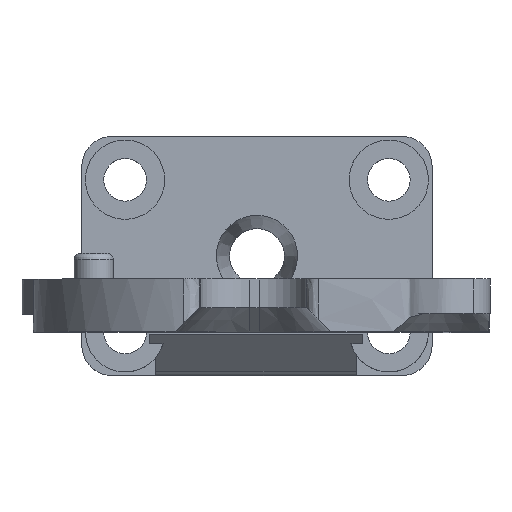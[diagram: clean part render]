
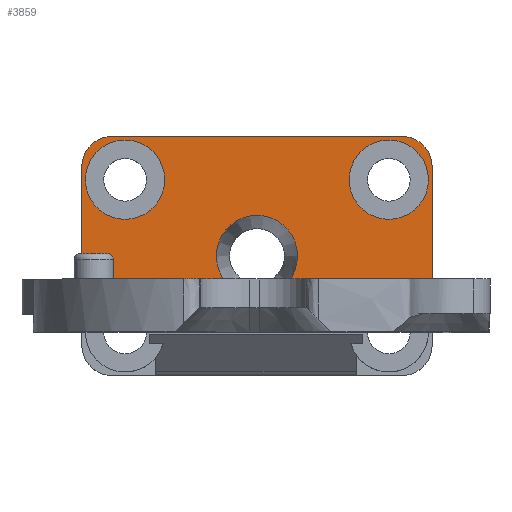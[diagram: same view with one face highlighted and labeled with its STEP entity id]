
A CAD part, top view. The second image highlights one B-rep face of the part: STEP entity #3859.
In plain terms, the highlighted planar face has unit normal (0, 0, 1).
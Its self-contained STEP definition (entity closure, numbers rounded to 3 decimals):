
#208=FACE_BOUND('',#605,.T.);
#209=FACE_BOUND('',#606,.T.);
#210=FACE_BOUND('',#607,.T.);
#237=ELLIPSE('',#4093,3.,3.);
#238=ELLIPSE('',#4094,3.,3.);
#239=ELLIPSE('',#4095,3.,3.);
#256=PLANE('',#4090);
#389=FACE_OUTER_BOUND('',#604,.T.);
#604=EDGE_LOOP('',(#2677,#2678,#2679,#2680,#2681,#2682,#2683,#2684,#2685,
#2686,#2687,#2688));
#605=EDGE_LOOP('',(#2689));
#606=EDGE_LOOP('',(#2690));
#607=EDGE_LOOP('',(#2691));
#848=LINE('',#5238,#1237);
#849=LINE('',#5240,#1238);
#850=LINE('',#5244,#1239);
#851=LINE('',#5248,#1240);
#852=LINE('',#5250,#1241);
#853=LINE('',#5258,#1242);
#854=LINE('',#5259,#1243);
#1237=VECTOR('',#4348,10.);
#1238=VECTOR('',#4349,10.);
#1239=VECTOR('',#4352,10.);
#1240=VECTOR('',#4355,10.);
#1241=VECTOR('',#4356,10.);
#1242=VECTOR('',#4363,10.);
#1243=VECTOR('',#4364,10.);
#1626=CIRCLE('',#4089,3.319);
#1627=CIRCLE('',#4091,2.5);
#1628=CIRCLE('',#4092,2.5);
#1629=CIRCLE('',#4096,3.25);
#1630=CIRCLE('',#4097,3.25);
#1693=VERTEX_POINT('',#5232);
#1694=VERTEX_POINT('',#5236);
#1695=VERTEX_POINT('',#5237);
#1696=VERTEX_POINT('',#5239);
#1697=VERTEX_POINT('',#5241);
#1698=VERTEX_POINT('',#5243);
#1699=VERTEX_POINT('',#5245);
#1700=VERTEX_POINT('',#5247);
#1701=VERTEX_POINT('',#5249);
#1702=VERTEX_POINT('',#5251);
#1703=VERTEX_POINT('',#5253);
#1704=VERTEX_POINT('',#5255);
#1705=VERTEX_POINT('',#5257);
#1706=VERTEX_POINT('',#5260);
#1707=VERTEX_POINT('',#5262);
#2085=EDGE_CURVE('',#1693,#1693,#1626,.T.);
#2086=EDGE_CURVE('',#1694,#1695,#848,.T.);
#2087=EDGE_CURVE('',#1696,#1695,#849,.T.);
#2088=EDGE_CURVE('',#1697,#1696,#1627,.T.);
#2089=EDGE_CURVE('',#1698,#1697,#850,.T.);
#2090=EDGE_CURVE('',#1699,#1698,#1628,.T.);
#2091=EDGE_CURVE('',#1700,#1699,#851,.T.);
#2092=EDGE_CURVE('',#1701,#1700,#852,.T.);
#2093=EDGE_CURVE('',#1702,#1701,#237,.T.);
#2094=EDGE_CURVE('',#1703,#1702,#238,.T.);
#2095=EDGE_CURVE('',#1704,#1703,#239,.T.);
#2096=EDGE_CURVE('',#1705,#1704,#853,.T.);
#2097=EDGE_CURVE('',#1705,#1694,#854,.T.);
#2098=EDGE_CURVE('',#1706,#1706,#1629,.T.);
#2099=EDGE_CURVE('',#1707,#1707,#1630,.T.);
#2677=ORIENTED_EDGE('',*,*,#2086,.T.);
#2678=ORIENTED_EDGE('',*,*,#2087,.F.);
#2679=ORIENTED_EDGE('',*,*,#2088,.F.);
#2680=ORIENTED_EDGE('',*,*,#2089,.F.);
#2681=ORIENTED_EDGE('',*,*,#2090,.F.);
#2682=ORIENTED_EDGE('',*,*,#2091,.F.);
#2683=ORIENTED_EDGE('',*,*,#2092,.F.);
#2684=ORIENTED_EDGE('',*,*,#2093,.F.);
#2685=ORIENTED_EDGE('',*,*,#2094,.F.);
#2686=ORIENTED_EDGE('',*,*,#2095,.F.);
#2687=ORIENTED_EDGE('',*,*,#2096,.F.);
#2688=ORIENTED_EDGE('',*,*,#2097,.T.);
#2689=ORIENTED_EDGE('',*,*,#2098,.F.);
#2690=ORIENTED_EDGE('',*,*,#2099,.F.);
#2691=ORIENTED_EDGE('',*,*,#2085,.F.);
#3859=ADVANCED_FACE('',(#389,#208,#209,#210),#256,.T.);
#4089=AXIS2_PLACEMENT_3D('',#5234,#4344,#4345);
#4090=AXIS2_PLACEMENT_3D('',#5235,#4346,#4347);
#4091=AXIS2_PLACEMENT_3D('',#5242,#4350,#4351);
#4092=AXIS2_PLACEMENT_3D('',#5246,#4353,#4354);
#4093=AXIS2_PLACEMENT_3D('',#5252,#4357,#4358);
#4094=AXIS2_PLACEMENT_3D('',#5254,#4359,#4360);
#4095=AXIS2_PLACEMENT_3D('',#5256,#4361,#4362);
#4096=AXIS2_PLACEMENT_3D('',#5261,#4365,#4366);
#4097=AXIS2_PLACEMENT_3D('',#5263,#4367,#4368);
#4344=DIRECTION('center_axis',(0.,0.,
1.));
#4345=DIRECTION('ref_axis',(-1.,0.,0.));
#4346=DIRECTION('center_axis',(0.,0.,
1.));
#4347=DIRECTION('ref_axis',(-1.,0.,0.));
#4348=DIRECTION('',(1.,0.,0.));
#4349=DIRECTION('',(0.,-1.,0.));
#4350=DIRECTION('center_axis',(0.,0.,
-1.));
#4351=DIRECTION('ref_axis',(1.,0.,0.));
#4352=DIRECTION('',(1.,0.,0.));
#4353=DIRECTION('center_axis',(0.,0.,
-1.));
#4354=DIRECTION('ref_axis',(0.,1.,0.));
#4355=DIRECTION('',(0.,1.,0.));
#4356=DIRECTION('',(-1.,0.,0.));
#4357=DIRECTION('center_axis',(0.,0.,
-1.));
#4358=DIRECTION('ref_axis',(-1.,0.,0.));
#4359=DIRECTION('center_axis',(0.,0.,
-1.));
#4360=DIRECTION('ref_axis',(-1.,0.,0.));
#4361=DIRECTION('center_axis',(0.,0.,
-1.));
#4362=DIRECTION('ref_axis',(-1.,0.,0.));
#4363=DIRECTION('',(-1.,0.,0.));
#4364=DIRECTION('',(0.,1.,0.));
#4365=DIRECTION('center_axis',(0.,0.,
1.));
#4366=DIRECTION('ref_axis',(-1.,0.,0.));
#4367=DIRECTION('center_axis',(0.,0.,
1.));
#4368=DIRECTION('ref_axis',(-1.,0.,0.));
#5232=CARTESIAN_POINT('',(3.155,2.348,7.359));
#5234=CARTESIAN_POINT('Origin',(-0.164,2.348,7.359));
#5235=CARTESIAN_POINT('Origin',(-0.165,2.351,7.359));
#5236=CARTESIAN_POINT('',(13.667,0.414,7.359));
#5237=CARTESIAN_POINT('',(14.185,0.414,7.359));
#5238=CARTESIAN_POINT('',(6.901,0.414,7.359));
#5239=CARTESIAN_POINT('',(14.185,9.651,7.359));
#5240=CARTESIAN_POINT('',(14.185,-1.299,7.359));
#5241=CARTESIAN_POINT('',(11.685,12.151,7.359));
#5242=CARTESIAN_POINT('Origin',(11.685,9.651,7.359));
#5243=CARTESIAN_POINT('',(-12.015,12.151,7.359));
#5244=CARTESIAN_POINT('',(5.76,12.151,7.359));
#5245=CARTESIAN_POINT('',(-14.515,9.651,7.359));
#5246=CARTESIAN_POINT('Origin',(-12.015,9.651,7.359));
#5247=CARTESIAN_POINT('',(-14.515,0.411,7.359));
#5248=CARTESIAN_POINT('',(-14.515,6.001,7.359));
#5249=CARTESIAN_POINT('',(-3.158,0.411,7.359));
#5250=CARTESIAN_POINT('',(-0.204,0.411,7.359));
#5251=CARTESIAN_POINT('',(-0.161,-2.589,7.359));
#5252=CARTESIAN_POINT('Origin',(-0.158,0.411,7.359));
#5253=CARTESIAN_POINT('',(-0.158,-2.589,7.359));
#5254=CARTESIAN_POINT('Origin',(-0.158,0.411,7.359));
#5255=CARTESIAN_POINT('',(2.836,0.411,7.359));
#5256=CARTESIAN_POINT('Origin',(-0.165,0.411,7.359));
#5257=CARTESIAN_POINT('',(13.667,0.411,7.359));
#5258=CARTESIAN_POINT('',(-0.204,0.411,7.359));
#5259=CARTESIAN_POINT('',(13.667,1.382,7.359));
#5260=CARTESIAN_POINT('',(13.884,8.596,7.359));
#5261=CARTESIAN_POINT('Origin',(10.634,8.596,7.359));
#5262=CARTESIAN_POINT('',(-7.716,8.596,7.359));
#5263=CARTESIAN_POINT('Origin',(-10.966,8.596,7.359));
